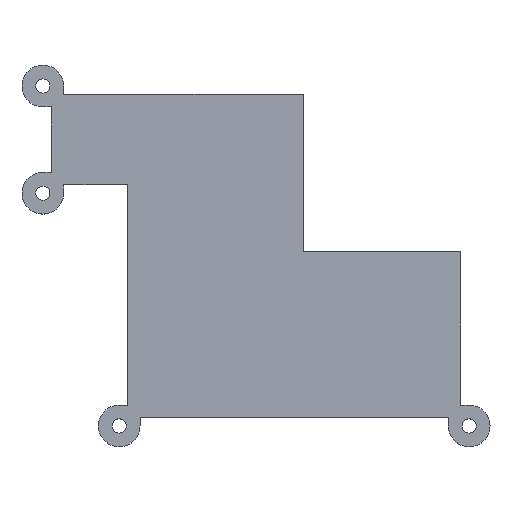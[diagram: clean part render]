
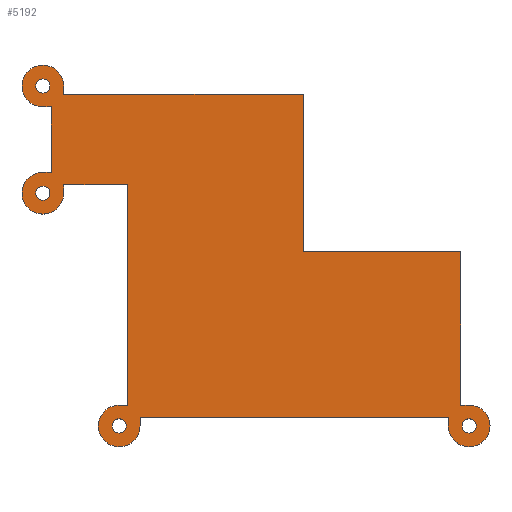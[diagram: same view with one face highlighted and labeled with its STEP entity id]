
A CAD part, top view. The second image highlights one B-rep face of the part: STEP entity #5192.
In plain terms, the highlighted planar face has unit normal (0, 0, 1).
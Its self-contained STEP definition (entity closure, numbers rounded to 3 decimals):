
#31=CIRCLE('',#5342,5.);
#32=CIRCLE('',#5343,5.);
#33=CIRCLE('',#5344,5.);
#34=CIRCLE('',#5345,5.);
#35=CIRCLE('',#5346,1.7);
#36=CIRCLE('',#5347,1.7);
#37=CIRCLE('',#5348,1.7);
#38=CIRCLE('',#5349,1.7);
#58=FACE_BOUND('',#725,.T.);
#59=FACE_BOUND('',#726,.T.);
#60=FACE_BOUND('',#727,.T.);
#61=FACE_BOUND('',#728,.T.);
#165=PLANE('',#5341);
#431=FACE_OUTER_BOUND('',#724,.T.);
#724=EDGE_LOOP('',(#4679,#4680,#4681,#4682,#4683,#4684,#4685,#4686,#4687,
#4688,#4689,#4690,#4691,#4692,#4693,#4694,#4695,#4696,#4697,#4698));
#725=EDGE_LOOP('',(#4699));
#726=EDGE_LOOP('',(#4700));
#727=EDGE_LOOP('',(#4701));
#728=EDGE_LOOP('',(#4702));
#1174=LINE('',#10088,#1635);
#1176=LINE('',#10095,#1637);
#1177=LINE('',#10096,#1638);
#1178=LINE('',#10100,#1639);
#1179=LINE('',#10102,#1640);
#1180=LINE('',#10104,#1641);
#1181=LINE('',#10106,#1642);
#1182=LINE('',#10110,#1643);
#1183=LINE('',#10112,#1644);
#1184=LINE('',#10114,#1645);
#1185=LINE('',#10118,#1646);
#1186=LINE('',#10120,#1647);
#1187=LINE('',#10122,#1648);
#1188=LINE('',#10124,#1649);
#1189=LINE('',#10126,#1650);
#1190=LINE('',#10127,#1651);
#1635=VECTOR('',#6019,10.);
#1637=VECTOR('',#6025,10.);
#1638=VECTOR('',#6026,10.);
#1639=VECTOR('',#6029,10.);
#1640=VECTOR('',#6030,10.);
#1641=VECTOR('',#6031,10.);
#1642=VECTOR('',#6032,10.);
#1643=VECTOR('',#6035,10.);
#1644=VECTOR('',#6036,10.);
#1645=VECTOR('',#6037,10.);
#1646=VECTOR('',#6040,10.);
#1647=VECTOR('',#6041,10.);
#1648=VECTOR('',#6042,10.);
#1649=VECTOR('',#6043,10.);
#1650=VECTOR('',#6044,10.);
#1651=VECTOR('',#6045,10.);
#2458=VERTEX_POINT('',#10085);
#2459=VERTEX_POINT('',#10087);
#2460=VERTEX_POINT('',#10091);
#2461=VERTEX_POINT('',#10092);
#2462=VERTEX_POINT('',#10094);
#2463=VERTEX_POINT('',#10097);
#2464=VERTEX_POINT('',#10099);
#2465=VERTEX_POINT('',#10101);
#2466=VERTEX_POINT('',#10103);
#2467=VERTEX_POINT('',#10105);
#2468=VERTEX_POINT('',#10107);
#2469=VERTEX_POINT('',#10109);
#2470=VERTEX_POINT('',#10111);
#2471=VERTEX_POINT('',#10113);
#2472=VERTEX_POINT('',#10115);
#2473=VERTEX_POINT('',#10117);
#2474=VERTEX_POINT('',#10119);
#2475=VERTEX_POINT('',#10121);
#2476=VERTEX_POINT('',#10123);
#2477=VERTEX_POINT('',#10125);
#2478=VERTEX_POINT('',#10128);
#2479=VERTEX_POINT('',#10130);
#2480=VERTEX_POINT('',#10132);
#2481=VERTEX_POINT('',#10134);
#3206=EDGE_CURVE('',#2459,#2458,#1174,.T.);
#3208=EDGE_CURVE('',#2460,#2461,#31,.T.);
#3209=EDGE_CURVE('',#2460,#2462,#1176,.T.);
#3210=EDGE_CURVE('',#2462,#2459,#1177,.T.);
#3211=EDGE_CURVE('',#2463,#2458,#32,.T.);
#3212=EDGE_CURVE('',#2463,#2464,#1178,.T.);
#3213=EDGE_CURVE('',#2464,#2465,#1179,.T.);
#3214=EDGE_CURVE('',#2465,#2466,#1180,.T.);
#3215=EDGE_CURVE('',#2466,#2467,#1181,.T.);
#3216=EDGE_CURVE('',#2468,#2467,#33,.T.);
#3217=EDGE_CURVE('',#2468,#2469,#1182,.T.);
#3218=EDGE_CURVE('',#2469,#2470,#1183,.T.);
#3219=EDGE_CURVE('',#2470,#2471,#1184,.T.);
#3220=EDGE_CURVE('',#2472,#2471,#34,.T.);
#3221=EDGE_CURVE('',#2472,#2473,#1185,.T.);
#3222=EDGE_CURVE('',#2473,#2474,#1186,.T.);
#3223=EDGE_CURVE('',#2474,#2475,#1187,.T.);
#3224=EDGE_CURVE('',#2475,#2476,#1188,.T.);
#3225=EDGE_CURVE('',#2476,#2477,#1189,.T.);
#3226=EDGE_CURVE('',#2477,#2461,#1190,.T.);
#3227=EDGE_CURVE('',#2478,#2478,#35,.T.);
#3228=EDGE_CURVE('',#2479,#2479,#36,.T.);
#3229=EDGE_CURVE('',#2480,#2480,#37,.T.);
#3230=EDGE_CURVE('',#2481,#2481,#38,.T.);
#4679=ORIENTED_EDGE('',*,*,#3208,.F.);
#4680=ORIENTED_EDGE('',*,*,#3209,.T.);
#4681=ORIENTED_EDGE('',*,*,#3210,.T.);
#4682=ORIENTED_EDGE('',*,*,#3206,.T.);
#4683=ORIENTED_EDGE('',*,*,#3211,.F.);
#4684=ORIENTED_EDGE('',*,*,#3212,.T.);
#4685=ORIENTED_EDGE('',*,*,#3213,.T.);
#4686=ORIENTED_EDGE('',*,*,#3214,.T.);
#4687=ORIENTED_EDGE('',*,*,#3215,.T.);
#4688=ORIENTED_EDGE('',*,*,#3216,.F.);
#4689=ORIENTED_EDGE('',*,*,#3217,.T.);
#4690=ORIENTED_EDGE('',*,*,#3218,.T.);
#4691=ORIENTED_EDGE('',*,*,#3219,.T.);
#4692=ORIENTED_EDGE('',*,*,#3220,.F.);
#4693=ORIENTED_EDGE('',*,*,#3221,.T.);
#4694=ORIENTED_EDGE('',*,*,#3222,.T.);
#4695=ORIENTED_EDGE('',*,*,#3223,.T.);
#4696=ORIENTED_EDGE('',*,*,#3224,.T.);
#4697=ORIENTED_EDGE('',*,*,#3225,.T.);
#4698=ORIENTED_EDGE('',*,*,#3226,.T.);
#4699=ORIENTED_EDGE('',*,*,#3227,.T.);
#4700=ORIENTED_EDGE('',*,*,#3228,.T.);
#4701=ORIENTED_EDGE('',*,*,#3229,.T.);
#4702=ORIENTED_EDGE('',*,*,#3230,.T.);
#5192=ADVANCED_FACE('',(#431,#58,#59,#60,#61),#165,.T.);
#5341=AXIS2_PLACEMENT_3D('',#10090,#6021,#6022);
#5342=AXIS2_PLACEMENT_3D('',#10093,#6023,#6024);
#5343=AXIS2_PLACEMENT_3D('',#10098,#6027,#6028);
#5344=AXIS2_PLACEMENT_3D('',#10108,#6033,#6034);
#5345=AXIS2_PLACEMENT_3D('',#10116,#6038,#6039);
#5346=AXIS2_PLACEMENT_3D('',#10129,#6046,#6047);
#5347=AXIS2_PLACEMENT_3D('',#10131,#6048,#6049);
#5348=AXIS2_PLACEMENT_3D('',#10133,#6050,#6051);
#5349=AXIS2_PLACEMENT_3D('',#10135,#6052,#6053);
#6019=DIRECTION('',(-1.,0.,0.));
#6021=DIRECTION('center_axis',(0.,0.,1.));
#6022=DIRECTION('ref_axis',(1.,0.,0.));
#6023=DIRECTION('center_axis',(0.,0.,-1.));
#6024=DIRECTION('ref_axis',(-0.707,0.707,0.));
#6025=DIRECTION('',(1.,0.,0.));
#6026=DIRECTION('',(0.,-1.,0.));
#6027=DIRECTION('center_axis',(0.,0.,-1.));
#6028=DIRECTION('ref_axis',(-0.707,-0.707,0.));
#6029=DIRECTION('',(0.,1.,0.));
#6030=DIRECTION('',(1.,0.,0.));
#6031=DIRECTION('',(0.,-1.,0.));
#6032=DIRECTION('',(-1.,0.,0.));
#6033=DIRECTION('center_axis',(0.,0.,-1.));
#6034=DIRECTION('ref_axis',(-0.707,0.707,0.));
#6035=DIRECTION('',(0.,1.,0.));
#6036=DIRECTION('',(1.,0.,0.));
#6037=DIRECTION('',(0.,-1.,0.));
#6038=DIRECTION('center_axis',(0.,0.,-1.));
#6039=DIRECTION('ref_axis',(0.707,0.707,0.));
#6040=DIRECTION('',(-1.,0.,0.));
#6041=DIRECTION('',(0.,1.,0.));
#6042=DIRECTION('',(-1.,0.,0.));
#6043=DIRECTION('',(0.,1.,0.));
#6044=DIRECTION('',(-1.,0.,0.));
#6045=DIRECTION('',(0.,1.,0.));
#6046=DIRECTION('center_axis',(0.,0.,-1.));
#6047=DIRECTION('ref_axis',(1.,0.,0.));
#6048=DIRECTION('center_axis',(0.,0.,-1.));
#6049=DIRECTION('ref_axis',(1.,0.,0.));
#6050=DIRECTION('center_axis',(0.,0.,-1.));
#6051=DIRECTION('ref_axis',(1.,0.,0.));
#6052=DIRECTION('center_axis',(0.,0.,-1.));
#6053=DIRECTION('ref_axis',(1.,0.,0.));
#10085=CARTESIAN_POINT('',(-20.301,58.776,3.));
#10087=CARTESIAN_POINT('',(-18.301,58.776,3.));
#10088=CARTESIAN_POINT('',(-15.301,58.776,3.));
#10090=CARTESIAN_POINT('Origin',(30.777,38.736,3.));
#10091=CARTESIAN_POINT('',(-20.301,74.472,3.));
#10092=CARTESIAN_POINT('',(-15.301,79.472,3.));
#10093=CARTESIAN_POINT('Origin',(-20.301,79.472,3.));
#10094=CARTESIAN_POINT('',(-18.301,74.472,3.));
#10095=CARTESIAN_POINT('',(-15.301,74.472,3.));
#10096=CARTESIAN_POINT('',(-18.301,77.472,3.));
#10097=CARTESIAN_POINT('',(-15.301,53.776,3.));
#10098=CARTESIAN_POINT('Origin',(-20.301,53.776,3.));
#10099=CARTESIAN_POINT('',(-15.301,55.776,3.));
#10100=CARTESIAN_POINT('',(-15.301,48.776,3.));
#10101=CARTESIAN_POINT('',(0.,55.776,3.));
#10102=CARTESIAN_POINT('',(-18.301,55.776,3.));
#10103=CARTESIAN_POINT('',(0.,3.,3.));
#10104=CARTESIAN_POINT('',(0.,77.472,3.));
#10105=CARTESIAN_POINT('',(-2.,3.,3.));
#10106=CARTESIAN_POINT('',(3.,3.,3.));
#10107=CARTESIAN_POINT('',(3.,-2.,3.));
#10108=CARTESIAN_POINT('Origin',(-2.,-2.,3.));
#10109=CARTESIAN_POINT('',(3.,0.,3.));
#10110=CARTESIAN_POINT('',(3.,-7.,3.));
#10111=CARTESIAN_POINT('',(76.854,0.,3.));
#10112=CARTESIAN_POINT('',(0.,0.,3.));
#10113=CARTESIAN_POINT('',(76.854,-2.,3.));
#10114=CARTESIAN_POINT('',(76.854,-7.,3.));
#10115=CARTESIAN_POINT('',(81.854,3.,3.));
#10116=CARTESIAN_POINT('Origin',(81.854,-2.,3.));
#10117=CARTESIAN_POINT('',(79.854,3.,3.));
#10118=CARTESIAN_POINT('',(76.854,3.,3.));
#10119=CARTESIAN_POINT('',(79.854,39.715,3.));
#10120=CARTESIAN_POINT('',(79.854,0.,3.));
#10121=CARTESIAN_POINT('',(42.094,39.715,3.));
#10122=CARTESIAN_POINT('',(42.094,39.715,3.));
#10123=CARTESIAN_POINT('',(42.094,77.472,3.));
#10124=CARTESIAN_POINT('',(42.094,77.472,3.));
#10125=CARTESIAN_POINT('',(-15.301,77.472,3.));
#10126=CARTESIAN_POINT('',(79.854,77.472,3.));
#10127=CARTESIAN_POINT('',(-15.301,84.472,3.));
#10128=CARTESIAN_POINT('',(80.154,-2.,3.));
#10129=CARTESIAN_POINT('Origin',(81.854,-2.,3.));
#10130=CARTESIAN_POINT('',(-22.001,79.472,3.));
#10131=CARTESIAN_POINT('Origin',(-20.301,79.472,3.));
#10132=CARTESIAN_POINT('',(-3.7,-2.,3.));
#10133=CARTESIAN_POINT('Origin',(-2.,-2.,3.));
#10134=CARTESIAN_POINT('',(-22.001,53.776,3.));
#10135=CARTESIAN_POINT('Origin',(-20.301,53.776,3.));
